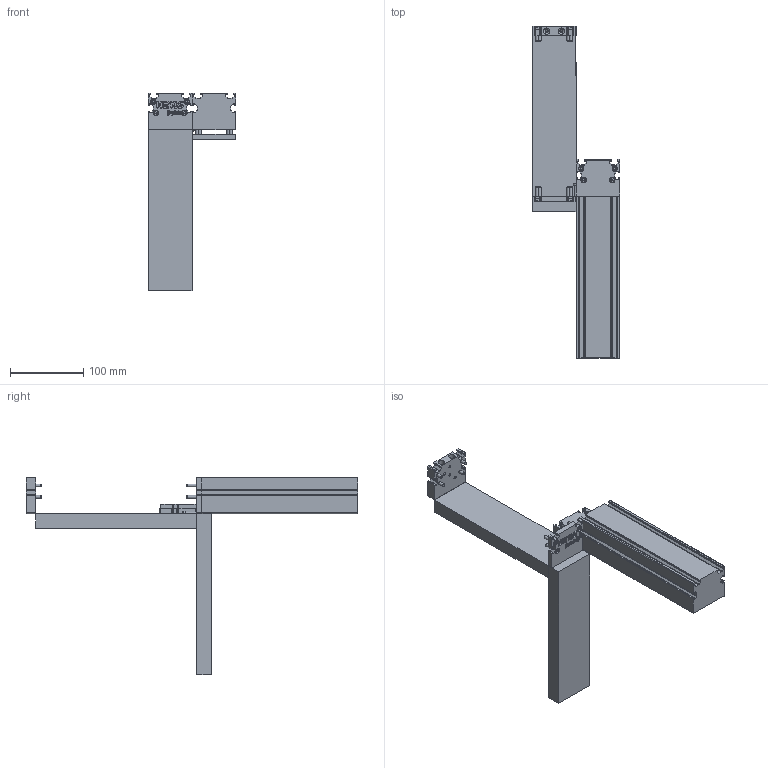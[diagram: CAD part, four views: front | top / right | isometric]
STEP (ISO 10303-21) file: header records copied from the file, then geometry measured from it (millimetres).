
FILE_DESCRIPTION( ( 'Unknown' ), '1' );
FILE_NAME( 'KVG60_A0206_B05_C08_EX_FX_G020620.stp', 'Unknown', ( 'Unknown' ), ( 'Unknown' ), 'PSStep 14.0', 'Unknown', ' ' );
FILE_SCHEMA( ( 'AUTOMOTIVE_DESIGN { 1 0 10303 214 1 1 1 1 }' ) );
Length unit declared in the file: millimetre
Products named in the file (10): KVG_60_GABLE_B_COAX_AIR_SUPPLY; KVG_60_BC_B_BLANK; KVG_60_GABLE_A_COAX_EXHAUST; Assem1; KVG_60_BC_A_BLANK; KVG_60_GABLE_COAX_EXHAUST; DIN 7984 - M4_ x 16_GABLE; KVG_60_PROF_200; KVG_60_GABLE_COAX_AIR_SUPPLY; KVG_60_FOAM_200_20
Bounding box: 120 x 453 x 270 mm (x, y, z)
Volume: 1873019.8 mm3; surface area: 279083.9 mm2
Topology: 27 solids, 27 shells, 1699 faces, 4671 edges, 3111 vertices
Faces by surface type: cylinder 854, plane 793, cone 35, torus 17
Full cylindrical faces by diameter (mm): 3.242 x6, 4 x29, 4.1 x24, 7 x17, 7.5 x24, 8.566 x6
Entity records: 21687 total; most frequent: DIRECTION 3143, CARTESIAN_POINT 3003, ORIENTED_EDGE 2916, EDGE_CURVE 1458, AXIS2_PLACEMENT_3D 1134, VERTEX_POINT 994, LINE 875, VECTOR 875
